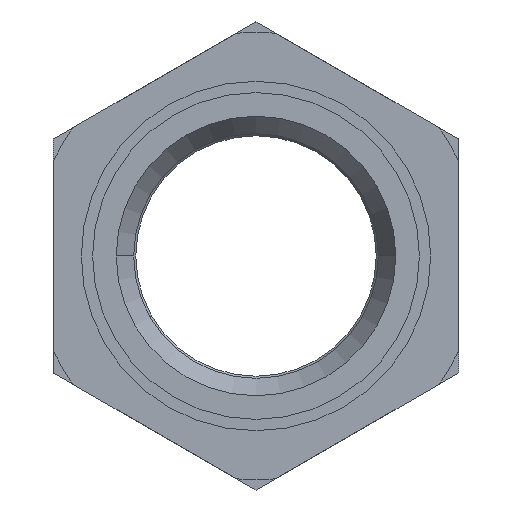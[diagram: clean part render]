
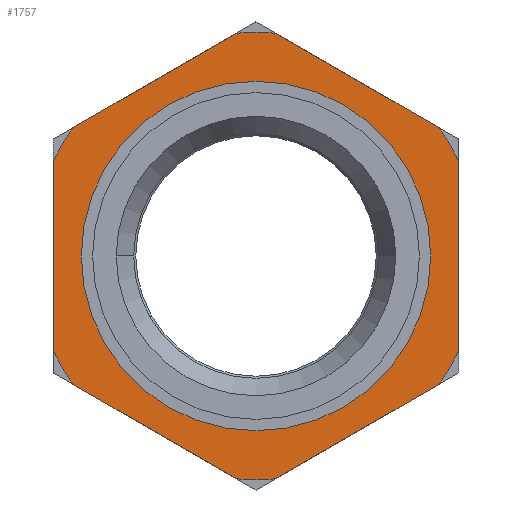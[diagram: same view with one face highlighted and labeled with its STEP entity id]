
A CAD part, front view. The second image highlights one B-rep face of the part: STEP entity #1757.
In plain terms, the highlighted planar face has unit normal (0, -1, 0).
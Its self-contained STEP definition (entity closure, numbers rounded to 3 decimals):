
#4 = CARTESIAN_POINT ( 'NONE',  ( 0., -7.25, -16.743 ) ) ;
#24 = VERTEX_POINT ( 'NONE', #465 ) ;
#28 = LINE ( 'NONE', #40, #468 ) ;
#40 = CARTESIAN_POINT ( 'NONE',  ( 0., -7.25, 16.743 ) ) ;
#42 = VERTEX_POINT ( 'NONE', #902 ) ;
#45 = EDGE_LOOP ( 'NONE', ( #1856, #508 ) ) ;
#53 = DIRECTION ( 'NONE',  ( 0., -1., 0. ) ) ;
#55 = AXIS2_PLACEMENT_3D ( 'NONE', #1630, #332, #929 ) ;
#94 = DIRECTION ( 'NONE',  ( 0., -1., 0. ) ) ;
#96 = CARTESIAN_POINT ( 'NONE',  ( -1.392, -7.25, 15.939 ) ) ;
#120 = CIRCLE ( 'NONE', #1018, 16. ) ;
#130 = ORIENTED_EDGE ( 'NONE', *, *, #1823, .T. ) ;
#161 = EDGE_CURVE ( 'NONE', #1029, #713, #1219, .T. ) ;
#165 = CARTESIAN_POINT ( 'NONE',  ( -14.5, -7.25, -6.764 ) ) ;
#181 = ORIENTED_EDGE ( 'NONE', *, *, #1508, .T. ) ;
#188 = AXIS2_PLACEMENT_3D ( 'NONE', #639, #53, #1217 ) ;
#214 = FACE_BOUND ( 'NONE', #45, .T. ) ;
#216 = DIRECTION ( 'NONE',  ( 0., -1., 0. ) ) ;
#247 = CARTESIAN_POINT ( 'NONE',  ( 0., -7.25, 0. ) ) ;
#257 = CARTESIAN_POINT ( 'NONE',  ( 1.392, -7.25, -15.939 ) ) ;
#266 = EDGE_CURVE ( 'NONE', #42, #1203, #1113, .T. ) ;
#267 = DIRECTION ( 'NONE',  ( 0., 0., -1. ) ) ;
#269 = ORIENTED_EDGE ( 'NONE', *, *, #1115, .T. ) ;
#286 = CIRCLE ( 'NONE', #936, 16. ) ;
#289 = CARTESIAN_POINT ( 'NONE',  ( -13.108, -7.25, -9.175 ) ) ;
#332 = DIRECTION ( 'NONE',  ( 0., -1., 0. ) ) ;
#336 = CIRCLE ( 'NONE', #1767, 16. ) ;
#339 = CARTESIAN_POINT ( 'NONE',  ( -14.5, -7.25, 6.764 ) ) ;
#390 = VERTEX_POINT ( 'NONE', #165 ) ;
#395 = DIRECTION ( 'NONE',  ( 0., 0., -1. ) ) ;
#399 = CARTESIAN_POINT ( 'NONE',  ( -13.108, -7.25, 9.175 ) ) ;
#402 = DIRECTION ( 'NONE',  ( 0.866, 0., 0.5 ) ) ;
#409 = VERTEX_POINT ( 'NONE', #289 ) ;
#433 = CARTESIAN_POINT ( 'NONE',  ( -14.5, -7.25, 8.372 ) ) ;
#434 = ORIENTED_EDGE ( 'NONE', *, *, #1599, .T. ) ;
#440 = EDGE_CURVE ( 'NONE', #1592, #488, #661, .T. ) ;
#443 = AXIS2_PLACEMENT_3D ( 'NONE', #1713, #1841, #844 ) ;
#465 = CARTESIAN_POINT ( 'NONE',  ( 14.5, -7.25, -6.764 ) ) ;
#468 = VECTOR ( 'NONE', #1656, 1000. ) ;
#484 = VERTEX_POINT ( 'NONE', #339 ) ;
#488 = VERTEX_POINT ( 'NONE', #1080 ) ;
#490 = VECTOR ( 'NONE', #402, 1000. ) ;
#508 = ORIENTED_EDGE ( 'NONE', *, *, #266, .F. ) ;
#517 = LINE ( 'NONE', #1778, #1517 ) ;
#537 = LINE ( 'NONE', #433, #1722 ) ;
#539 = CARTESIAN_POINT ( 'NONE',  ( 13.108, -7.25, -9.175 ) ) ;
#596 = DIRECTION ( 'NONE',  ( -0.866, 0., -0.5 ) ) ;
#600 = DIRECTION ( 'NONE',  ( 0.866, 0., -0.5 ) ) ;
#617 = VECTOR ( 'NONE', #1734, 1000. ) ;
#633 = CARTESIAN_POINT ( 'NONE',  ( 1.392, -7.25, 15.939 ) ) ;
#639 = CARTESIAN_POINT ( 'NONE',  ( 0., -7.25, 0. ) ) ;
#661 = CIRCLE ( 'NONE', #55, 16. ) ;
#670 = DIRECTION ( 'NONE',  ( 0., 0., -1. ) ) ;
#713 = VERTEX_POINT ( 'NONE', #96 ) ;
#716 = CARTESIAN_POINT ( 'NONE',  ( 0., -7.25, 0. ) ) ;
#728 = AXIS2_PLACEMENT_3D ( 'NONE', #247, #1255, #395 ) ;
#749 = EDGE_CURVE ( 'NONE', #1203, #42, #1659, .T. ) ;
#794 = ORIENTED_EDGE ( 'NONE', *, *, #440, .T. ) ;
#812 = CARTESIAN_POINT ( 'NONE',  ( 0., -7.25, 0. ) ) ;
#835 = DIRECTION ( 'NONE',  ( 0., 0., -1. ) ) ;
#844 = DIRECTION ( 'NONE',  ( 0., 0., -1. ) ) ;
#902 = CARTESIAN_POINT ( 'NONE',  ( 0., -7.25, 11.69 ) ) ;
#929 = DIRECTION ( 'NONE',  ( 0., 0., -1. ) ) ;
#936 = AXIS2_PLACEMENT_3D ( 'NONE', #999, #1834, #980 ) ;
#939 = ORIENTED_EDGE ( 'NONE', *, *, #1260, .T. ) ;
#950 = VECTOR ( 'NONE', #600, 1000. ) ;
#954 = DIRECTION ( 'NONE',  ( 0., -1., 0. ) ) ;
#970 = EDGE_CURVE ( 'NONE', #1239, #24, #1703, .T. ) ;
#980 = DIRECTION ( 'NONE',  ( 0., 0., -1. ) ) ;
#988 = ORIENTED_EDGE ( 'NONE', *, *, #1398, .T. ) ;
#999 = CARTESIAN_POINT ( 'NONE',  ( 0., -7.25, 0. ) ) ;
#1004 = CARTESIAN_POINT ( 'NONE',  ( 14.5, -7.25, -8.372 ) ) ;
#1014 = ORIENTED_EDGE ( 'NONE', *, *, #1522, .T. ) ;
#1016 = CARTESIAN_POINT ( 'NONE',  ( 0., -7.25, 16. ) ) ;
#1018 = AXIS2_PLACEMENT_3D ( 'NONE', #812, #216, #1096 ) ;
#1029 = VERTEX_POINT ( 'NONE', #633 ) ;
#1037 = ORIENTED_EDGE ( 'NONE', *, *, #1173, .T. ) ;
#1080 = CARTESIAN_POINT ( 'NONE',  ( 0., -7.25, -16. ) ) ;
#1085 = AXIS2_PLACEMENT_3D ( 'NONE', #716, #1428, #267 ) ;
#1092 = CARTESIAN_POINT ( 'NONE',  ( 0., -7.25, 0. ) ) ;
#1096 = DIRECTION ( 'NONE',  ( 0., 0., -1. ) ) ;
#1113 = CIRCLE ( 'NONE', #1085, 11.69 ) ;
#1115 = EDGE_CURVE ( 'NONE', #1801, #1272, #120, .T. ) ;
#1119 = CARTESIAN_POINT ( 'NONE',  ( 0., -7.25, -11.69 ) ) ;
#1127 = CARTESIAN_POINT ( 'NONE',  ( 13.108, -7.25, 9.175 ) ) ;
#1131 = LINE ( 'NONE', #1004, #490 ) ;
#1150 = DIRECTION ( 'NONE',  ( 0., 0., 1. ) ) ;
#1157 = CARTESIAN_POINT ( 'NONE',  ( 14.5, -7.25, 6.764 ) ) ;
#1173 = EDGE_CURVE ( 'NONE', #390, #409, #336, .T. ) ;
#1203 = VERTEX_POINT ( 'NONE', #1119 ) ;
#1205 = ORIENTED_EDGE ( 'NONE', *, *, #970, .T. ) ;
#1212 = CARTESIAN_POINT ( 'NONE',  ( -1.392, -7.25, -15.939 ) ) ;
#1217 = DIRECTION ( 'NONE',  ( 0., 0., -1. ) ) ;
#1219 = CIRCLE ( 'NONE', #728, 16. ) ;
#1234 = EDGE_CURVE ( 'NONE', #1673, #484, #1678, .T. ) ;
#1239 = VERTEX_POINT ( 'NONE', #539 ) ;
#1255 = DIRECTION ( 'NONE',  ( 0., -1., 0. ) ) ;
#1260 = EDGE_CURVE ( 'NONE', #488, #1710, #286, .T. ) ;
#1272 = VERTEX_POINT ( 'NONE', #1127 ) ;
#1278 = AXIS2_PLACEMENT_3D ( 'NONE', #1435, #94, #835 ) ;
#1318 = EDGE_CURVE ( 'NONE', #24, #1801, #1808, .T. ) ;
#1352 = ORIENTED_EDGE ( 'NONE', *, *, #161, .T. ) ;
#1397 = ORIENTED_EDGE ( 'NONE', *, *, #1318, .T. ) ;
#1398 = EDGE_CURVE ( 'NONE', #409, #1592, #1763, .T. ) ;
#1428 = DIRECTION ( 'NONE',  ( 0., -1., 0. ) ) ;
#1435 = CARTESIAN_POINT ( 'NONE',  ( 0., -7.25, 0. ) ) ;
#1445 = FACE_OUTER_BOUND ( 'NONE', #1488, .T. ) ;
#1446 = AXIS2_PLACEMENT_3D ( 'NONE', #1016, #1736, #1150 ) ;
#1458 = PLANE ( 'NONE',  #1446 ) ;
#1488 = EDGE_LOOP ( 'NONE', ( #1014, #1352, #130, #1836, #181, #1037, #988, #794, #939, #434, #1205, #1397, #269 ) ) ;
#1508 = EDGE_CURVE ( 'NONE', #484, #390, #517, .T. ) ;
#1517 = VECTOR ( 'NONE', #1662, 1000. ) ;
#1522 = EDGE_CURVE ( 'NONE', #1272, #1029, #28, .T. ) ;
#1592 = VERTEX_POINT ( 'NONE', #1212 ) ;
#1599 = EDGE_CURVE ( 'NONE', #1710, #1239, #1131, .T. ) ;
#1630 = CARTESIAN_POINT ( 'NONE',  ( 0., -7.25, 0. ) ) ;
#1656 = DIRECTION ( 'NONE',  ( -0.866, 0., 0.5 ) ) ;
#1659 = CIRCLE ( 'NONE', #443, 11.69 ) ;
#1662 = DIRECTION ( 'NONE',  ( 0., 0., -1. ) ) ;
#1673 = VERTEX_POINT ( 'NONE', #399 ) ;
#1678 = CIRCLE ( 'NONE', #1278, 16. ) ;
#1702 = CARTESIAN_POINT ( 'NONE',  ( 14.5, -7.25, 8.372 ) ) ;
#1703 = CIRCLE ( 'NONE', #188, 16. ) ;
#1710 = VERTEX_POINT ( 'NONE', #257 ) ;
#1713 = CARTESIAN_POINT ( 'NONE',  ( 0., -7.25, 0. ) ) ;
#1722 = VECTOR ( 'NONE', #596, 1000. ) ;
#1734 = DIRECTION ( 'NONE',  ( 0., 0., 1. ) ) ;
#1736 = DIRECTION ( 'NONE',  ( 0., 1., 0. ) ) ;
#1757 = ADVANCED_FACE ( 'NONE', ( #214, #1445 ), #1458, .F. ) ;
#1763 = LINE ( 'NONE', #4, #950 ) ;
#1767 = AXIS2_PLACEMENT_3D ( 'NONE', #1092, #954, #670 ) ;
#1778 = CARTESIAN_POINT ( 'NONE',  ( -14.5, -7.25, -8.372 ) ) ;
#1801 = VERTEX_POINT ( 'NONE', #1157 ) ;
#1808 = LINE ( 'NONE', #1702, #617 ) ;
#1823 = EDGE_CURVE ( 'NONE', #713, #1673, #537, .T. ) ;
#1834 = DIRECTION ( 'NONE',  ( 0., -1., 0. ) ) ;
#1836 = ORIENTED_EDGE ( 'NONE', *, *, #1234, .T. ) ;
#1841 = DIRECTION ( 'NONE',  ( 0., -1., 0. ) ) ;
#1856 = ORIENTED_EDGE ( 'NONE', *, *, #749, .F. ) ;
